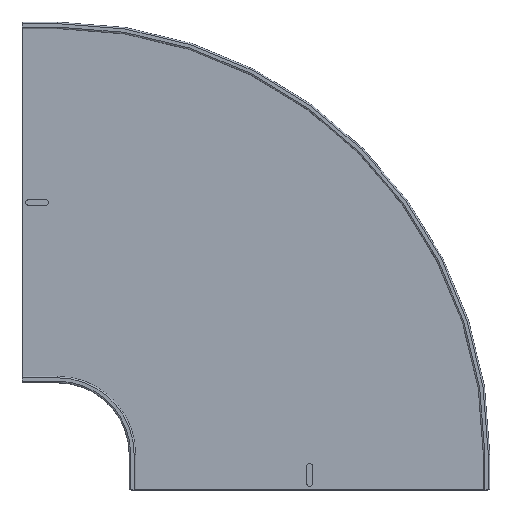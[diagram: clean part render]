
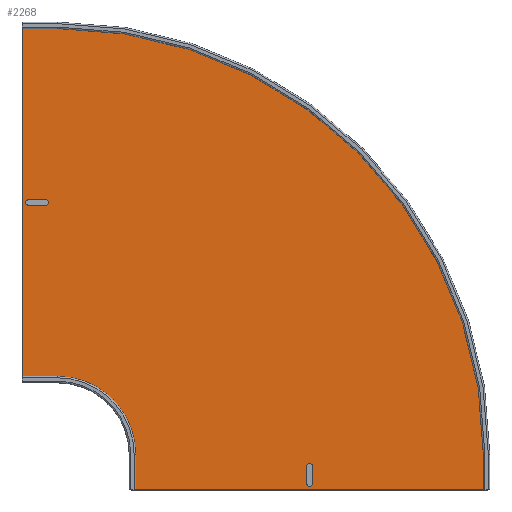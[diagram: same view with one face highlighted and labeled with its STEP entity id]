
A CAD part, top view. The second image highlights one B-rep face of the part: STEP entity #2268.
In plain terms, the highlighted planar face has unit normal (0, 0, 1).
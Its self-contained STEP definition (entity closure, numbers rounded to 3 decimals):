
#220=FACE_OUTER_BOUND('',#354,.T.);
#354=EDGE_LOOP('',(#1915,#1916,#1917,#1918,#1919,#1920,#1921,#1922));
#521=CIRCLE('',#2566,599.8);
#522=CIRCLE('',#2567,102.6);
#690=LINE('',#3973,#870);
#692=LINE('',#3982,#872);
#693=LINE('',#3983,#873);
#694=LINE('',#3987,#874);
#695=LINE('',#3989,#875);
#696=LINE('',#3990,#876);
#870=VECTOR('',#3249,1.);
#872=VECTOR('',#3257,1.);
#873=VECTOR('',#3258,1.);
#874=VECTOR('',#3261,1.);
#875=VECTOR('',#3262,1.);
#876=VECTOR('',#3263,1.);
#1094=VERTEX_POINT('',#3970);
#1095=VERTEX_POINT('',#3972);
#1097=VERTEX_POINT('',#3978);
#1098=VERTEX_POINT('',#3979);
#1099=VERTEX_POINT('',#3981);
#1100=VERTEX_POINT('',#3984);
#1101=VERTEX_POINT('',#3986);
#1102=VERTEX_POINT('',#3988);
#1411=EDGE_CURVE('',#1094,#1095,#690,.T.);
#1414=EDGE_CURVE('',#1097,#1098,#521,.T.);
#1415=EDGE_CURVE('',#1097,#1099,#692,.T.);
#1416=EDGE_CURVE('',#1095,#1099,#693,.T.);
#1417=EDGE_CURVE('',#1094,#1100,#522,.T.);
#1418=EDGE_CURVE('',#1101,#1100,#694,.T.);
#1419=EDGE_CURVE('',#1101,#1102,#695,.T.);
#1420=EDGE_CURVE('',#1102,#1098,#696,.T.);
#1915=ORIENTED_EDGE('',*,*,#1414,.F.);
#1916=ORIENTED_EDGE('',*,*,#1415,.T.);
#1917=ORIENTED_EDGE('',*,*,#1416,.F.);
#1918=ORIENTED_EDGE('',*,*,#1411,.F.);
#1919=ORIENTED_EDGE('',*,*,#1417,.T.);
#1920=ORIENTED_EDGE('',*,*,#1418,.F.);
#1921=ORIENTED_EDGE('',*,*,#1419,.T.);
#1922=ORIENTED_EDGE('',*,*,#1420,.T.);
#2148=PLANE('',#2565);
#2268=ADVANCED_FACE('',(#220),#2148,.T.);
#2565=AXIS2_PLACEMENT_3D('',#3977,#3253,#3254);
#2566=AXIS2_PLACEMENT_3D('',#3980,#3255,#3256);
#2567=AXIS2_PLACEMENT_3D('',#3985,#3259,#3260);
#3249=DIRECTION('',(-1.,0.,0.));
#3253=DIRECTION('center_axis',(0.,0.,
1.));
#3254=DIRECTION('ref_axis',(0.,1.,0.));
#3255=DIRECTION('center_axis',(0.,0.,-1.));
#3256=DIRECTION('ref_axis',(0.,1.,0.));
#3257=DIRECTION('',(-1.,0.,0.));
#3258=DIRECTION('',(0.,1.,0.));
#3259=DIRECTION('center_axis',(0.,0.,-1.));
#3260=DIRECTION('ref_axis',(0.,1.,0.));
#3261=DIRECTION('',(0.,1.,0.));
#3262=DIRECTION('',(1.,0.,0.));
#3263=DIRECTION('',(0.,1.,0.));
#3970=CARTESIAN_POINT('',(64.471,18.315,0.6));
#3972=CARTESIAN_POINT('',(15.171,18.315,0.6));
#3973=CARTESIAN_POINT('',(64.471,18.315,0.6));
#3977=CARTESIAN_POINT('Origin',(64.471,18.315,0.6));
#3978=CARTESIAN_POINT('',(64.471,515.515,0.6));
#3979=CARTESIAN_POINT('',(664.271,-84.285,0.6));
#3980=CARTESIAN_POINT('Origin',(64.471,-84.285,0.6));
#3981=CARTESIAN_POINT('',(15.171,515.515,0.6));
#3982=CARTESIAN_POINT('',(64.471,515.515,0.6));
#3983=CARTESIAN_POINT('',(15.171,18.315,0.6));
#3984=CARTESIAN_POINT('',(167.071,-84.285,0.6));
#3985=CARTESIAN_POINT('Origin',(64.471,-84.285,0.6));
#3986=CARTESIAN_POINT('',(167.071,-133.585,0.6));
#3987=CARTESIAN_POINT('',(167.071,-133.585,0.6));
#3988=CARTESIAN_POINT('',(664.271,-133.585,0.6));
#3989=CARTESIAN_POINT('',(167.071,-133.585,0.6));
#3990=CARTESIAN_POINT('',(664.271,-133.585,0.6));
